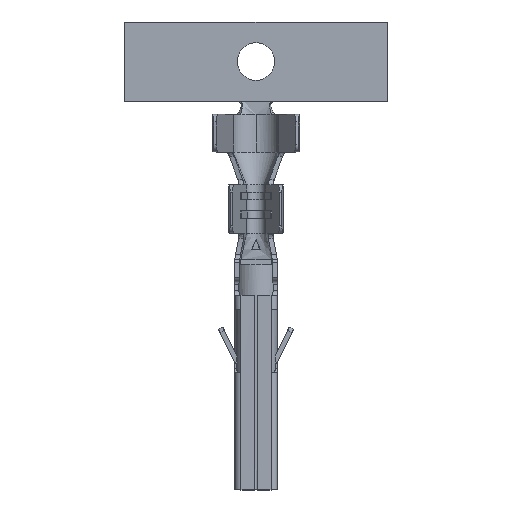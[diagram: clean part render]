
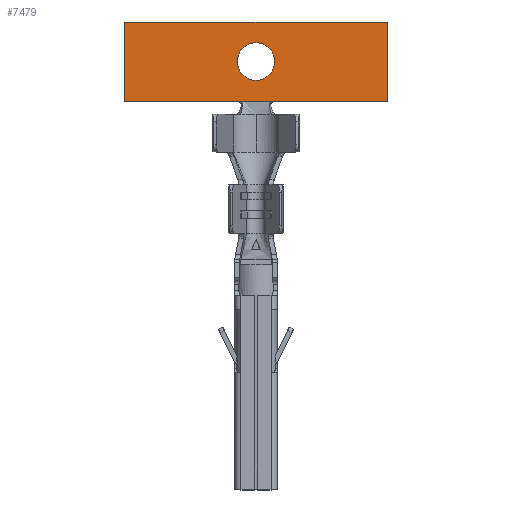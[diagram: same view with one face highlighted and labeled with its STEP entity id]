
A CAD part, top view. The second image highlights one B-rep face of the part: STEP entity #7479.
In plain terms, the highlighted planar face has unit normal (0, 0, 1).
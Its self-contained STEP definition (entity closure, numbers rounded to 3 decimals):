
#35=CARTESIAN_POINT('',(-0.75,4.92,-0.26));
#36=VERTEX_POINT('',#35);
#37=CARTESIAN_POINT('',(0.75,4.92,-0.26));
#38=VERTEX_POINT('',#37);
#39=CARTESIAN_POINT('',(0.,4.92,-0.26));
#40=DIRECTION('',(-1.,0.,0.));
#41=DIRECTION('',(-0.,0.,1.));
#42=AXIS2_PLACEMENT_3D('',#39,#41,#40);
#43=CIRCLE('',#42,0.75);
#44=EDGE_CURVE('',#36,#38,#43,.T.);
#7020=CARTESIAN_POINT('',(0.5,3.34,-0.26));
#7021=VERTEX_POINT('',#7020);
#7022=CARTESIAN_POINT('',(-0.5,3.34,-0.26));
#7023=VERTEX_POINT('',#7022);
#7024=CARTESIAN_POINT('',(0.5,3.34,-0.26));
#7025=DIRECTION('',(-1.,0.,0.));
#7026=VECTOR('',#7025,1.);
#7027=LINE('',#7024,#7026);
#7028=EDGE_CURVE('',#7021,#7023,#7027,.T.);
#7030=CARTESIAN_POINT('',(-0.709,3.34,-0.26));
#7031=VERTEX_POINT('',#7030);
#7032=CARTESIAN_POINT('',(-0.5,3.34,-0.26));
#7033=CARTESIAN_POINT('',(-0.57,3.34,-0.26));
#7034=CARTESIAN_POINT('',(-0.639,3.34,-0.26));
#7035=CARTESIAN_POINT('',(-0.709,3.34,-0.26));
#7036=B_SPLINE_CURVE_WITH_KNOTS('',3,(#7032,#7033,#7034,#7035),.UNSPECIFIED.,.F.,.U.,(4,4),(0.,0.),.UNSPECIFIED.);
#7037=EDGE_CURVE('',#7023,#7031,#7036,.T.);
#7104=CARTESIAN_POINT('',(0.709,3.34,-0.26));
#7105=VERTEX_POINT('',#7104);
#7115=CARTESIAN_POINT('',(0.709,3.34,-0.26));
#7116=CARTESIAN_POINT('',(0.639,3.34,-0.26));
#7117=CARTESIAN_POINT('',(0.57,3.34,-0.26));
#7118=CARTESIAN_POINT('',(0.5,3.34,-0.26));
#7119=B_SPLINE_CURVE_WITH_KNOTS('',3,(#7115,#7116,#7117,#7118),.UNSPECIFIED.,.F.,.U.,(4,4),(0.,0.),.UNSPECIFIED.);
#7120=EDGE_CURVE('',#7105,#7021,#7119,.T.);
#7375=CARTESIAN_POINT('',(-5.25,3.34,-0.26));
#7376=VERTEX_POINT('',#7375);
#7377=CARTESIAN_POINT('',(-0.709,3.34,-0.26));
#7378=DIRECTION('',(-1.,0.,0.));
#7379=VECTOR('',#7378,4.541);
#7380=LINE('',#7377,#7379);
#7381=EDGE_CURVE('',#7031,#7376,#7380,.T.);
#7397=CARTESIAN_POINT('',(5.25,3.34,-0.26));
#7398=VERTEX_POINT('',#7397);
#7399=CARTESIAN_POINT('',(5.25,3.34,-0.26));
#7400=DIRECTION('',(-1.,0.,0.));
#7401=VECTOR('',#7400,4.541);
#7402=LINE('',#7399,#7401);
#7403=EDGE_CURVE('',#7398,#7105,#7402,.T.);
#7435=CARTESIAN_POINT('',(0.,0.,-0.26));
#7436=DIRECTION('',(1.,0.,0.));
#7437=DIRECTION('',(0.,0.,1.));
#7438=AXIS2_PLACEMENT_3D('',#7435,#7437,#7436);
#7439=PLANE('',#7438);
#7440=CARTESIAN_POINT('',(-5.25,6.5,-0.26));
#7441=VERTEX_POINT('',#7440);
#7442=CARTESIAN_POINT('',(-5.25,6.5,-0.26));
#7443=DIRECTION('',(0.,-1.,0.));
#7444=VECTOR('',#7443,3.16);
#7445=LINE('',#7442,#7444);
#7446=EDGE_CURVE('',#7441,#7376,#7445,.T.);
#7447=ORIENTED_EDGE('',*,*,#7446,.T.);
#7448=ORIENTED_EDGE('',*,*,#7381,.F.);
#7449=ORIENTED_EDGE('',*,*,#7037,.F.);
#7450=ORIENTED_EDGE('',*,*,#7028,.F.);
#7451=ORIENTED_EDGE('',*,*,#7120,.F.);
#7452=ORIENTED_EDGE('',*,*,#7403,.F.);
#7453=CARTESIAN_POINT('',(5.25,6.5,-0.26));
#7454=VERTEX_POINT('',#7453);
#7455=CARTESIAN_POINT('',(5.25,3.34,-0.26));
#7456=DIRECTION('',(0.,1.,0.));
#7457=VECTOR('',#7456,3.16);
#7458=LINE('',#7455,#7457);
#7459=EDGE_CURVE('',#7398,#7454,#7458,.T.);
#7460=ORIENTED_EDGE('',*,*,#7459,.T.);
#7461=CARTESIAN_POINT('',(5.25,6.5,-0.26));
#7462=DIRECTION('',(-1.,0.,0.));
#7463=VECTOR('',#7462,10.5);
#7464=LINE('',#7461,#7463);
#7465=EDGE_CURVE('',#7454,#7441,#7464,.T.);
#7466=ORIENTED_EDGE('',*,*,#7465,.T.);
#7467=EDGE_LOOP('',(#7447,#7448,#7449,#7450,#7451,#7452,#7460,#7466));
#7468=FACE_OUTER_BOUND('',#7467,.T.);
#7469=ORIENTED_EDGE('',*,*,#44,.F.);
#7470=CARTESIAN_POINT('',(0.,4.92,-0.26));
#7471=DIRECTION('',(-1.,0.,0.));
#7472=DIRECTION('',(0.,0.,-1.));
#7473=AXIS2_PLACEMENT_3D('',#7470,#7472,#7471);
#7474=CIRCLE('',#7473,0.75);
#7475=EDGE_CURVE('',#36,#38,#7474,.T.);
#7476=ORIENTED_EDGE('',*,*,#7475,.T.);
#7477=EDGE_LOOP('',(#7469,#7476));
#7478=FACE_BOUND('',#7477,.T.);
#7479=ADVANCED_FACE('',(#7468,#7478),#7439,.T.);
